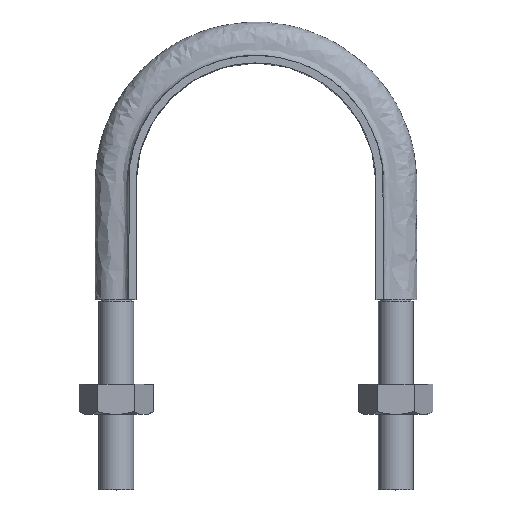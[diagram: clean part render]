
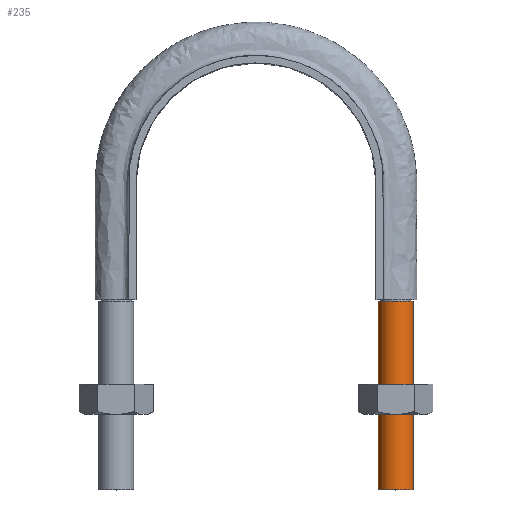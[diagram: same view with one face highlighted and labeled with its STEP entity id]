
A CAD part, top view. The second image highlights one B-rep face of the part: STEP entity #235.
In plain terms, the highlighted cylindrical face has radius 4.6 mm (diameter 9.2 mm), a full revolution.
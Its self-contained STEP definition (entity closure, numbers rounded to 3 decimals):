
#235 = ADVANCED_FACE( '', ( #330, #331 ), #332, .T. );
#330 = FACE_OUTER_BOUND( '', #1173, .T. );
#331 = FACE_OUTER_BOUND( '', #1174, .T. );
#332 = CYLINDRICAL_SURFACE( '', #1175, 4.6 );
#1173 = EDGE_LOOP( '', ( #1430 ) );
#1174 = EDGE_LOOP( '', ( #1431 ) );
#1175 = AXIS2_PLACEMENT_3D( '', #1432, #1433, #1434 );
#1430 = ORIENTED_EDGE( '', *, *, #1881, .T. );
#1431 = ORIENTED_EDGE( '', *, *, #1882, .F. );
#1432 = CARTESIAN_POINT( '', ( 37., 50., 0. ) );
#1433 = DIRECTION( '', ( 0., 1., 0. ) );
#1434 = DIRECTION( '', ( -1., 0., 0. ) );
#1881 = EDGE_CURVE( '', #2055, #2055, #2056, .T. );
#1882 = EDGE_CURVE( '', #2057, #2057, #2058, .T. );
#2055 = VERTEX_POINT( '', #2530 );
#2056 = CIRCLE( '', #2531, 4.6 );
#2057 = VERTEX_POINT( '', #2532 );
#2058 = CIRCLE( '', #2533, 4.6 );
#2530 = CARTESIAN_POINT( '', ( 32.4, 50., 0. ) );
#2531 = AXIS2_PLACEMENT_3D( '', #2936, #2937, #2938 );
#2532 = CARTESIAN_POINT( '', ( 32.4, 0., 0. ) );
#2533 = AXIS2_PLACEMENT_3D( '', #2939, #2940, #2941 );
#2936 = CARTESIAN_POINT( '', ( 37., 50., 0. ) );
#2937 = DIRECTION( '', ( 0., -1., 0. ) );
#2938 = DIRECTION( '', ( -1., 0., 0. ) );
#2939 = CARTESIAN_POINT( '', ( 37., 0., 0. ) );
#2940 = DIRECTION( '', ( 0., -1., 0. ) );
#2941 = DIRECTION( '', ( -1., 0., 0. ) );
